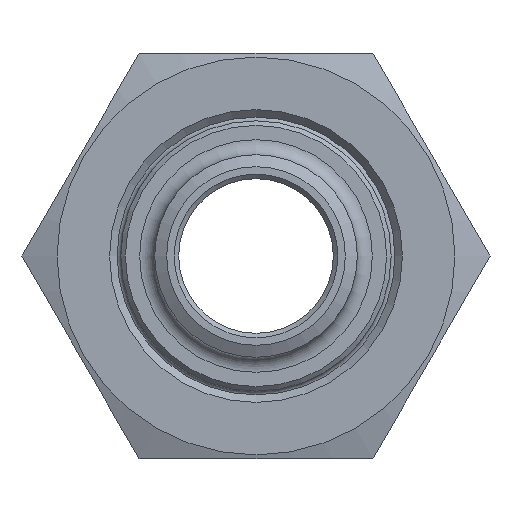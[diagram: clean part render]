
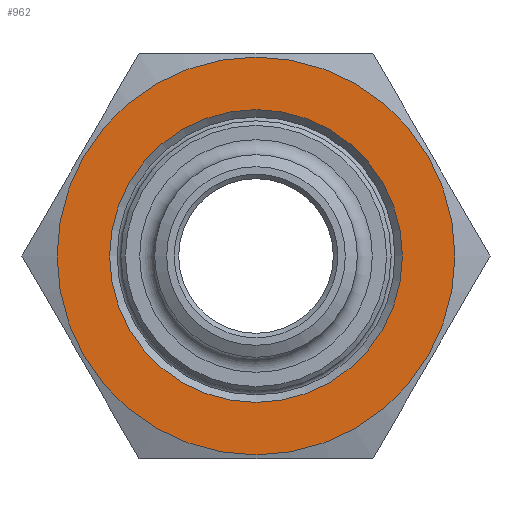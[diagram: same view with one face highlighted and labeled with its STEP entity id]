
A CAD part, left-side view. The second image highlights one B-rep face of the part: STEP entity #962.
In plain terms, the highlighted planar face has unit normal (-1, 0, 0).
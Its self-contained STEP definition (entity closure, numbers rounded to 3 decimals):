
#64=FACE_BOUND('',#185,.T.);
#80=PLANE('',#1107);
#120=FACE_OUTER_BOUND('',#184,.T.);
#184=EDGE_LOOP('',(#701));
#185=EDGE_LOOP('',(#702));
#338=CIRCLE('',#1097,13.25);
#339=CIRCLE('',#1102,9.75);
#432=VERTEX_POINT('',#1657);
#433=VERTEX_POINT('',#1668);
#528=EDGE_CURVE('',#432,#432,#338,.T.);
#533=EDGE_CURVE('',#433,#433,#339,.T.);
#701=ORIENTED_EDGE('',*,*,#528,.T.);
#702=ORIENTED_EDGE('',*,*,#533,.F.);
#962=ADVANCED_FACE('',(#120,#64),#80,.T.);
#1097=AXIS2_PLACEMENT_3D('',#1659,#1267,#1268);
#1102=AXIS2_PLACEMENT_3D('',#1669,#1281,#1282);
#1107=AXIS2_PLACEMENT_3D('',#1679,#1293,#1294);
#1267=DIRECTION('center_axis',(-1.,0.,0.));
#1268=DIRECTION('ref_axis',(0.,1.,0.));
#1281=DIRECTION('center_axis',(-1.,0.,0.));
#1282=DIRECTION('ref_axis',(0.,0.,-1.));
#1293=DIRECTION('center_axis',(-1.,0.,0.));
#1294=DIRECTION('ref_axis',(0.,0.,1.));
#1657=CARTESIAN_POINT('',(-14.5,-13.25,0.));
#1659=CARTESIAN_POINT('Origin',(-14.5,0.,0.));
#1668=CARTESIAN_POINT('',(-14.5,0.,9.75));
#1669=CARTESIAN_POINT('Origin',(-14.5,0.,0.));
#1679=CARTESIAN_POINT('Origin',(-14.5,0.,0.));
